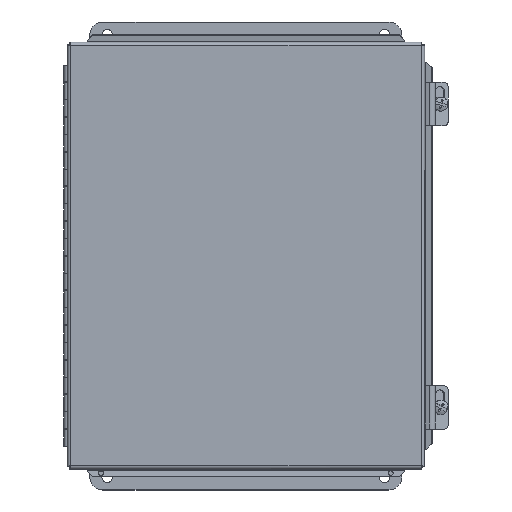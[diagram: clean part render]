
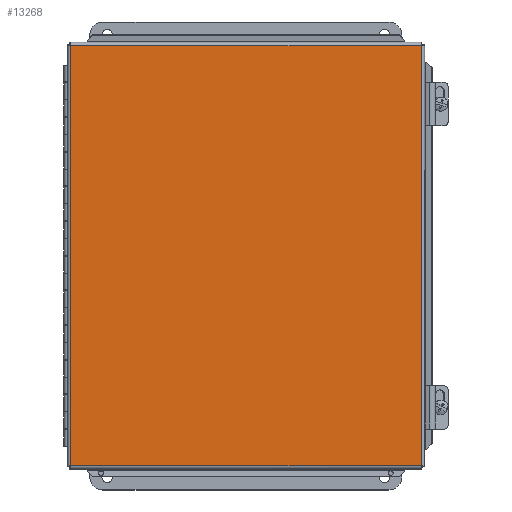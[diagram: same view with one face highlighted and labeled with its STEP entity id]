
A CAD part, top view. The second image highlights one B-rep face of the part: STEP entity #13268.
In plain terms, the highlighted face is planar.
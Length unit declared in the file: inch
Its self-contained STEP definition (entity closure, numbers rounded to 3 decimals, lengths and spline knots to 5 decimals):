
#12587=CARTESIAN_POINT('',(10.21675,0.09325,0.));
#12588=VERTEX_POINT('',#12587);
#12599=CARTESIAN_POINT('',(10.21675,12.21675,0.));
#12600=VERTEX_POINT('',#12599);
#12601=CARTESIAN_POINT('',(10.21675,12.21675,0.));
#12602=DIRECTION('',(0.0,-1.0,0.0));
#12603=VECTOR('',#12602,12.1235);
#12604=LINE('',#12601,#12603);
#12605=EDGE_CURVE('',#12600,#12588,#12604,.T.);
#12765=CARTESIAN_POINT('',(0.09325,0.09325,0.));
#12766=VERTEX_POINT('',#12765);
#12777=CARTESIAN_POINT('',(10.21675,0.09325,0.));
#12778=DIRECTION('',(-1.0,0.0,0.0));
#12779=VECTOR('',#12778,10.1235);
#12780=LINE('',#12777,#12779);
#12781=EDGE_CURVE('',#12588,#12766,#12780,.T.);
#12934=CARTESIAN_POINT('',(0.09325,12.21675,0.));
#12935=VERTEX_POINT('',#12934);
#12946=CARTESIAN_POINT('',(0.09325,0.09325,0.));
#12947=DIRECTION('',(0.0,1.0,0.0));
#12948=VECTOR('',#12947,12.1235);
#12949=LINE('',#12946,#12948);
#12950=EDGE_CURVE('',#12766,#12935,#12949,.T.);
#13113=CARTESIAN_POINT('',(0.09325,12.21675,0.));
#13114=DIRECTION('',(1.0,0.0,0.0));
#13115=VECTOR('',#13114,10.1235);
#13116=LINE('',#13113,#13115);
#13117=EDGE_CURVE('',#12935,#12600,#13116,.T.);
#13257=CARTESIAN_POINT('',(5.155,6.155,0.));
#13258=DIRECTION('',(0.0,0.0,1.0));
#13259=DIRECTION('',(1.0,0.0,0.0));
#13260=AXIS2_PLACEMENT_3D('',#13257,#13258,#13259);
#13261=PLANE('',#13260);
#13262=ORIENTED_EDGE('',*,*,#12605,.T.);
#13263=ORIENTED_EDGE('',*,*,#12781,.T.);
#13264=ORIENTED_EDGE('',*,*,#12950,.T.);
#13265=ORIENTED_EDGE('',*,*,#13117,.T.);
#13266=EDGE_LOOP('',(#13262,#13263,#13264,#13265));
#13267=FACE_OUTER_BOUND('',#13266,.T.);
#13268=ADVANCED_FACE('',(#13267),#13261,.F.);
